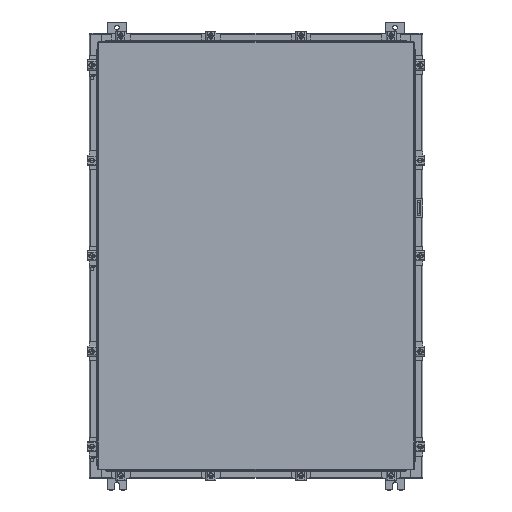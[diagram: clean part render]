
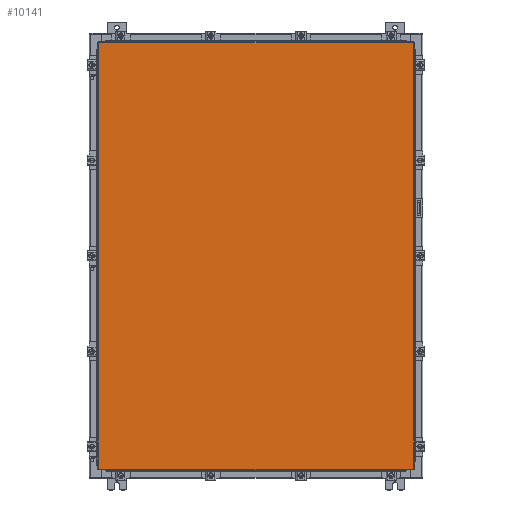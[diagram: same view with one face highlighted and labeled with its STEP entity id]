
A CAD part, top view. The second image highlights one B-rep face of the part: STEP entity #10141.
In plain terms, the highlighted planar face has unit normal (0, 0, 1).
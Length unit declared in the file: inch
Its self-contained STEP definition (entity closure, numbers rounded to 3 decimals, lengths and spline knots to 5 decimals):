
#1304 = PLANE ( 'NONE',  #27178 ) ;
#1415 = CARTESIAN_POINT ( 'NONE',  ( 16.9903, 23.0063, 0. ) ) ;
#2277 = EDGE_CURVE ( 'NONE', #6652, #26027, #12179, .T. ) ;
#3446 = CARTESIAN_POINT ( 'NONE',  ( -16.9903, 23.0063, 0. ) ) ;
#4178 = DIRECTION ( 'NONE',  ( 0., 1., 0. ) ) ;
#4452 = ORIENTED_EDGE ( 'NONE', *, *, #8656, .T. ) ;
#5690 = VECTOR ( 'NONE', #4178, 39.37008 ) ;
#6479 = VECTOR ( 'NONE', #26243, 39.37008 ) ;
#6652 = VERTEX_POINT ( 'NONE', #15455 ) ;
#7248 = ORIENTED_EDGE ( 'NONE', *, *, #15138, .T. ) ;
#8656 = EDGE_CURVE ( 'NONE', #24892, #6652, #19145, .T. ) ;
#8873 = EDGE_CURVE ( 'NONE', #17264, #24892, #10490, .T. ) ;
#9834 = VECTOR ( 'NONE', #14187, 39.37008 ) ;
#9868 = DIRECTION ( 'NONE',  ( -1., 0., 0. ) ) ;
#10141 = ADVANCED_FACE ( 'NONE', ( #24058 ), #1304, .F. ) ;
#10490 = LINE ( 'NONE', #1415, #9834 ) ;
#10510 = CARTESIAN_POINT ( 'NONE',  ( 16.9903, -23.0063, 0. ) ) ;
#11277 = CARTESIAN_POINT ( 'NONE',  ( 16.9903, -23.0063, 0. ) ) ;
#11350 = LINE ( 'NONE', #10510, #5690 ) ;
#11366 = DIRECTION ( 'NONE',  ( 0., -1., 0. ) ) ;
#12179 = LINE ( 'NONE', #17720, #6479 ) ;
#13457 = VECTOR ( 'NONE', #11366, 39.37008 ) ;
#14056 = CARTESIAN_POINT ( 'NONE',  ( 0., 0., 0. ) ) ;
#14187 = DIRECTION ( 'NONE',  ( -1., 0., 0. ) ) ;
#15138 = EDGE_CURVE ( 'NONE', #26027, #17264, #11350, .T. ) ;
#15455 = CARTESIAN_POINT ( 'NONE',  ( -16.9903, -23.0063, 0. ) ) ;
#17264 = VERTEX_POINT ( 'NONE', #27350 ) ;
#17720 = CARTESIAN_POINT ( 'NONE',  ( -16.9903, -23.0063, 0. ) ) ;
#19145 = LINE ( 'NONE', #26259, #13457 ) ;
#21235 = EDGE_LOOP ( 'NONE', ( #23159, #7248, #26903, #4452 ) ) ;
#22623 = DIRECTION ( 'NONE',  ( 0., 0., -1. ) ) ;
#23159 = ORIENTED_EDGE ( 'NONE', *, *, #2277, .T. ) ;
#24058 = FACE_OUTER_BOUND ( 'NONE', #21235, .T. ) ;
#24892 = VERTEX_POINT ( 'NONE', #3446 ) ;
#26027 = VERTEX_POINT ( 'NONE', #11277 ) ;
#26243 = DIRECTION ( 'NONE',  ( 1., 0., 0. ) ) ;
#26259 = CARTESIAN_POINT ( 'NONE',  ( -16.9903, 23.0063, 0. ) ) ;
#26903 = ORIENTED_EDGE ( 'NONE', *, *, #8873, .T. ) ;
#27178 = AXIS2_PLACEMENT_3D ( 'NONE', #14056, #22623, #9868 ) ;
#27350 = CARTESIAN_POINT ( 'NONE',  ( 16.9903, 23.0063, 0. ) ) ;
